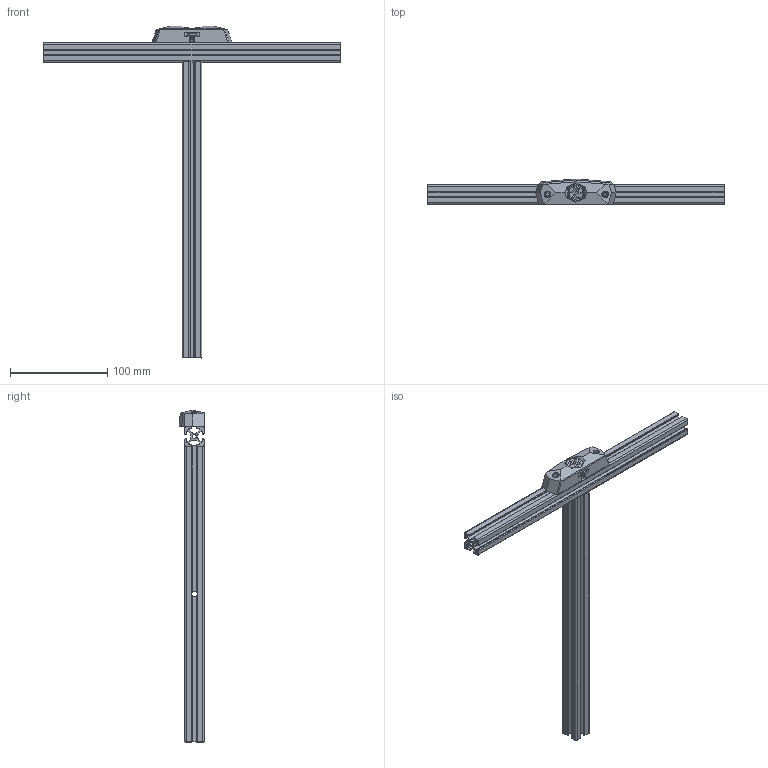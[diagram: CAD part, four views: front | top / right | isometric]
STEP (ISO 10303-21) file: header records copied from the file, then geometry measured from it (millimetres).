
FILE_DESCRIPTION(/* description */ (''),/* implementation_level */ '2;1');
FILE_NAME(/* name */ 'stealth_bed_front_trident.step',/* time_stamp */ '2022-06-01T08:14:11-04:00',/* author */ (''),/* organization */ (''),/* preprocessor_version */ 'ST-DEVELOPER v19',/* originating_system */ 'Autodesk Translation Framework v11.7.0.108',/* authorisation */ '');
FILE_SCHEMA (('AUTOMOTIVE_DESIGN { 1 0 10303 214 3 1 1 }'));
Length unit declared in the file: millimetre
Products named in the file (3): Trident Small; 5537T228_T-Slotted Framing; Neopixel (1)
Assembly tree (3 placements, depth 2):
  Trident Small
    5537T228_T-Slotted Framing  x2
    Neopixel (1)
Bounding box: 304.8 x 26.72 x 341.73 mm (x, y, z)
Volume: 137205.9 mm3; surface area: 115383.3 mm2
Topology: 7 solids, 7 shells, 401 faces, 1128 edges, 745 vertices
Faces by surface type: plane 277, cylinder 117, bspline 4, cone 3
Full cylindrical faces by diameter (mm): 3.4 x2, 3.8 x1, 4.3 x4, 5.875 x2, 6 x2, 8 x1, 9.5 x1
Entity records: 10225 total; most frequent: CARTESIAN_POINT 2250, ORIENTED_EDGE 1678, DIRECTION 1542, EDGE_CURVE 839, LINE 678, VECTOR 678, VERTEX_POINT 552, AXIS2_PLACEMENT_3D 432
